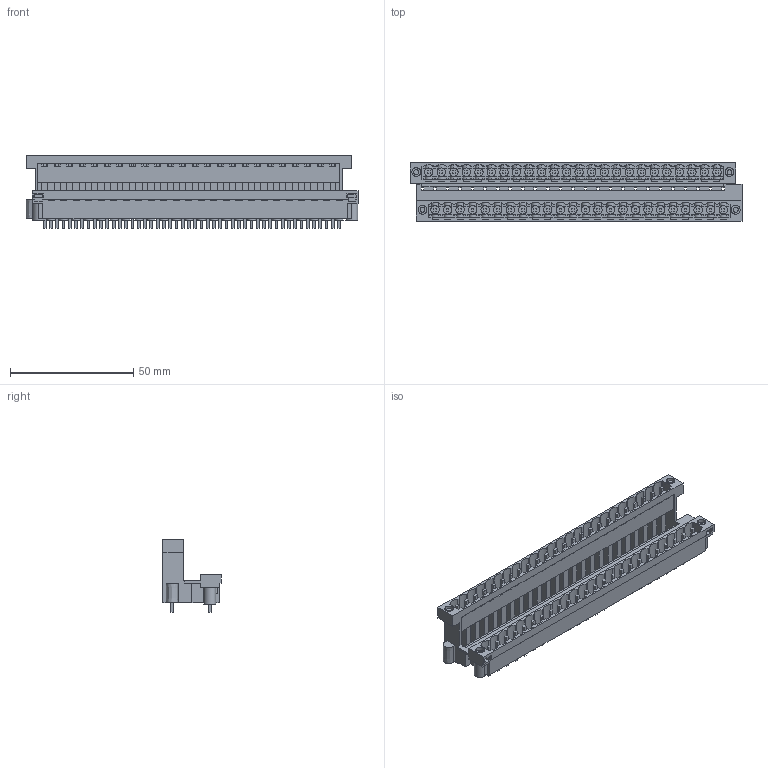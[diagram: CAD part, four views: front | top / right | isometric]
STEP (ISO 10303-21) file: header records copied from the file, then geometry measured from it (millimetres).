
FILE_DESCRIPTION(('CATIA V5 STEP Exchange','CAx-IF Rec.Pracs.--- Model Styling and Organization---1.2---2011-12-15'),'2;1');
FILE_NAME ('D1458685_0_1889430000_1889430000.stp','2018-04-19T14:16:01+00:00',('none'),('Weidmueller'),'CATIA Version 5-6 Release 2014','CATIA V5 STEP AP214','none');
FILE_SCHEMA(('AUTOMOTIVE_DESIGN { 1 0 10303 214 1 1 1 1 }'));
Products named in the file (1): 1889430000
Bounding box: 134.62 x 23.67 x 29.36 mm (x, y, z)
Volume: 20320.7 mm3; surface area: 36637.7 mm2
Topology: 53 solids, 77 shells, 2147 faces, 6868 edges, 4786 vertices
Faces by surface type: plane 1737, cylinder 406, extrusion 4
Entity records: 73362 total; most frequent: CARTESIAN_POINT 16607, ORIENTED_EDGE 13736, DIRECTION 8733, EDGE_CURVE 6868, VECTOR 5426, LINE 5422, VERTEX_POINT 4786, EDGE_LOOP 2318
